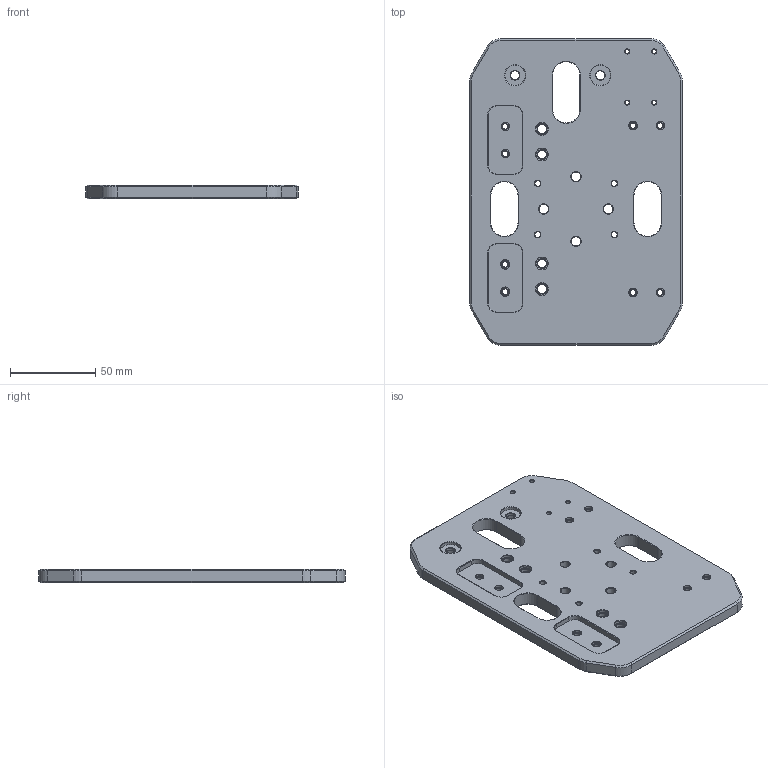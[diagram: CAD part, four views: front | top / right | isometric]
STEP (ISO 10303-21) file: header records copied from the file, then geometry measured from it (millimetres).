
FILE_DESCRIPTION(('STEP AP214'),'1');
FILE_NAME('SER-137-001.step','2017-08-18T09:53:13',(' '),(' '),'Spatial InterOp 3D',' ',' ');
FILE_SCHEMA(('automotive_design'));
Length unit declared in the file: millimetre
Products named in the file (1): Ch_ssis main
Bounding box: 125 x 180 x 8 mm (x, y, z)
Volume: 153764.9 mm3; surface area: 49537.9 mm2
Topology: 1 solids, 1 shells, 364 faces, 824 edges, 484 vertices
Faces by surface type: cone 168, cylinder 114, plane 82
Entity records: 13149 total; most frequent: DIRECTION 1958, CARTESIAN_POINT 1673, ORIENTED_EDGE 1648, EDGE_CURVE 824, AXIS2_PLACEMENT_3D 769, VERTEX_POINT 484, EDGE_LOOP 444, LINE 420
